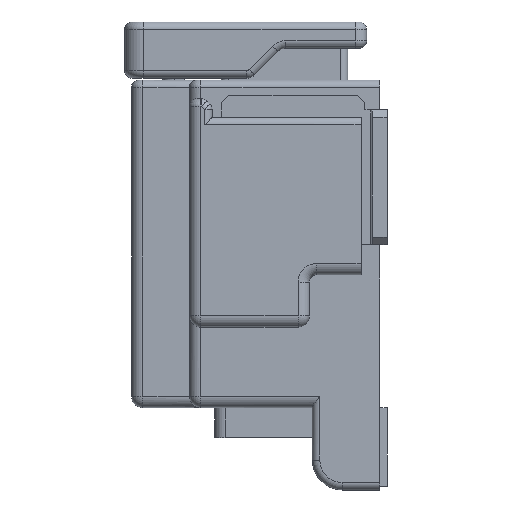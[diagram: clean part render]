
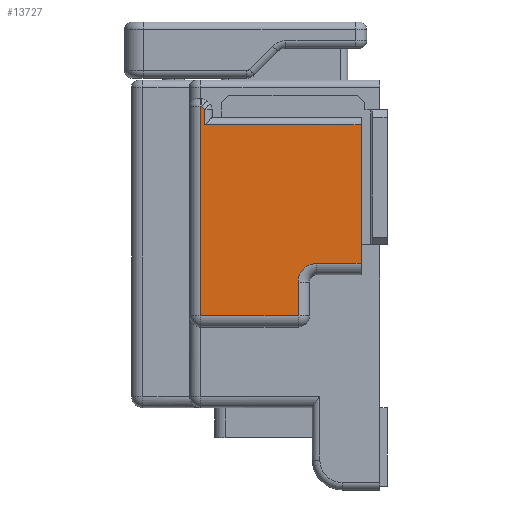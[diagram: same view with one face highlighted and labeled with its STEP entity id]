
A CAD part, left-side view. The second image highlights one B-rep face of the part: STEP entity #13727.
In plain terms, the highlighted planar face has unit normal (-1, 0, 0).
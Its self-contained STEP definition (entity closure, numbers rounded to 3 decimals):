
#2 = CARTESIAN_POINT ( 'NONE',  ( -4.1, 2.731, -2.731 ) ) ;
#158 = VECTOR ( 'NONE', #14420, 1000. ) ;
#402 = CARTESIAN_POINT ( 'NONE',  ( -4.1, 4.68, -1. ) ) ;
#428 = DIRECTION ( 'NONE',  ( 0., 0., -1. ) ) ;
#475 = CARTESIAN_POINT ( 'NONE',  ( -4.1, 4.68, -0.7 ) ) ;
#605 = LINE ( 'NONE', #475, #158 ) ;
#647 = ORIENTED_EDGE ( 'NONE', *, *, #2826, .F. ) ;
#667 = CARTESIAN_POINT ( 'NONE',  ( -4.1, 0.5, -1.2 ) ) ;
#776 = DIRECTION ( 'NONE',  ( 0., -1., 0. ) ) ;
#899 = DIRECTION ( 'NONE',  ( 0., 0., -1. ) ) ;
#928 = DIRECTION ( 'NONE',  ( -1., 0., 0. ) ) ;
#997 = ORIENTED_EDGE ( 'NONE', *, *, #2860, .F. ) ;
#1000 = CARTESIAN_POINT ( 'NONE',  ( -4.1, 1.68, -5.4 ) ) ;
#1017 = LINE ( 'NONE', #667, #10940 ) ;
#1158 = DIRECTION ( 'NONE',  ( 0., 1., 0. ) ) ;
#1270 = CARTESIAN_POINT ( 'NONE',  ( -4.1, 2.18, -6.6 ) ) ;
#1294 = DIRECTION ( 'NONE',  ( 0., 0., -1. ) ) ;
#1326 = CARTESIAN_POINT ( 'NONE',  ( -4.1, 1.68, -4.9 ) ) ;
#1447 = DIRECTION ( 'NONE',  ( 0., 1., 0. ) ) ;
#1706 = CARTESIAN_POINT ( 'NONE',  ( -4.1, 5.08, -6.3 ) ) ;
#1791 = DIRECTION ( 'NONE',  ( 0., 0., 1. ) ) ;
#1836 = LINE ( 'NONE', #1270, #15571 ) ;
#1864 = CARTESIAN_POINT ( 'NONE',  ( -4.1, 4.78, 0. ) ) ;
#2297 = ORIENTED_EDGE ( 'NONE', *, *, #2808, .F. ) ;
#2490 = EDGE_CURVE ( 'NONE', #5267, #7279, #8581, .T. ) ;
#2705 = ORIENTED_EDGE ( 'NONE', *, *, #2783, .F. ) ;
#2706 = EDGE_CURVE ( 'NONE', #7485, #8304, #5724, .T. ) ;
#2734 = EDGE_CURVE ( 'NONE', #9284, #7485, #5329, .T. ) ;
#2761 = EDGE_CURVE ( 'NONE', #9877, #9284, #1836, .T. ) ;
#2783 = EDGE_CURVE ( 'NONE', #9491, #9877, #11745, .T. ) ;
#2808 = EDGE_CURVE ( 'NONE', #7279, #9491, #11331, .T. ) ;
#2826 = EDGE_CURVE ( 'NONE', #9507, #5267, #1017, .T. ) ;
#2860 = EDGE_CURVE ( 'NONE', #11457, #9507, #4087, .T. ) ;
#2885 = EDGE_CURVE ( 'NONE', #11064, #11457, #7128, .T. ) ;
#2888 = EDGE_CURVE ( 'NONE', #8304, #11064, #605, .T. ) ;
#3052 = AXIS2_PLACEMENT_3D ( 'NONE', #6052, #7354, #16309 ) ;
#3373 = ORIENTED_EDGE ( 'NONE', *, *, #2706, .F. ) ;
#4087 = LINE ( 'NONE', #402, #13941 ) ;
#4446 = CARTESIAN_POINT ( 'NONE',  ( -4.1, 4.763, -0.7 ) ) ;
#5267 = VERTEX_POINT ( 'NONE', #13631 ) ;
#5329 = LINE ( 'NONE', #1706, #8381 ) ;
#5544 = DIRECTION ( 'NONE',  ( 0., 0., -1. ) ) ;
#5724 = LINE ( 'NONE', #1864, #12524 ) ;
#5733 = CARTESIAN_POINT ( 'NONE',  ( -4.1, 0.5, -1. ) ) ;
#6052 = CARTESIAN_POINT ( 'NONE',  ( -4.1, 0., 0. ) ) ;
#6811 = CARTESIAN_POINT ( 'NONE',  ( -4.1, 2.18, -6.3 ) ) ;
#7128 = LINE ( 'NONE', #2, #13550 ) ;
#7138 = CARTESIAN_POINT ( 'NONE',  ( -4.1, 4.68, -1.2 ) ) ;
#7232 = ORIENTED_EDGE ( 'NONE', *, *, #2888, .F. ) ;
#7279 = VERTEX_POINT ( 'NONE', #13216 ) ;
#7354 = DIRECTION ( 'NONE',  ( -1., 0., 0. ) ) ;
#7364 = ORIENTED_EDGE ( 'NONE', *, *, #2734, .F. ) ;
#7443 = CARTESIAN_POINT ( 'NONE',  ( -4.1, 4.68, -0.783 ) ) ;
#7485 = VERTEX_POINT ( 'NONE', #12347 ) ;
#8304 = VERTEX_POINT ( 'NONE', #9008 ) ;
#8381 = VECTOR ( 'NONE', #1447, 1000. ) ;
#8581 = LINE ( 'NONE', #5733, #14988 ) ;
#9008 = CARTESIAN_POINT ( 'NONE',  ( -4.1, 4.78, -0.7 ) ) ;
#9097 = ORIENTED_EDGE ( 'NONE', *, *, #2761, .F. ) ;
#9284 = VERTEX_POINT ( 'NONE', #6811 ) ;
#9491 = VERTEX_POINT ( 'NONE', #12238 ) ;
#9507 = VERTEX_POINT ( 'NONE', #7138 ) ;
#9818 = EDGE_LOOP ( 'NONE', ( #3373, #7364, #9097, #2705, #2297, #12109, #647, #997, #11960, #7232 ) ) ;
#9877 = VERTEX_POINT ( 'NONE', #10909 ) ;
#10909 = CARTESIAN_POINT ( 'NONE',  ( -4.1, 2.18, -5.4 ) ) ;
#10940 = VECTOR ( 'NONE', #776, 1000. ) ;
#11064 = VERTEX_POINT ( 'NONE', #4446 ) ;
#11331 = LINE ( 'NONE', #1326, #14358 ) ;
#11457 = VERTEX_POINT ( 'NONE', #7443 ) ;
#11519 = FACE_OUTER_BOUND ( 'NONE', #9818, .T. ) ;
#11745 = CIRCLE ( 'NONE', #16363, 0.5 ) ;
#11960 = ORIENTED_EDGE ( 'NONE', *, *, #2885, .F. ) ;
#12109 = ORIENTED_EDGE ( 'NONE', *, *, #2490, .F. ) ;
#12238 = CARTESIAN_POINT ( 'NONE',  ( -4.1, 1.68, -4.9 ) ) ;
#12347 = CARTESIAN_POINT ( 'NONE',  ( -4.1, 4.78, -6.3 ) ) ;
#12524 = VECTOR ( 'NONE', #1791, 1000. ) ;
#13216 = CARTESIAN_POINT ( 'NONE',  ( -4.1, 0.5, -4.9 ) ) ;
#13550 = VECTOR ( 'NONE', #15195, 1000. ) ;
#13631 = CARTESIAN_POINT ( 'NONE',  ( -4.1, 0.5, -1.2 ) ) ;
#13727 = ADVANCED_FACE ( 'NONE', ( #11519 ), #13734, .T. ) ;
#13734 = PLANE ( 'NONE',  #3052 ) ;
#13941 = VECTOR ( 'NONE', #428, 1000. ) ;
#14358 = VECTOR ( 'NONE', #1158, 1000. ) ;
#14420 = DIRECTION ( 'NONE',  ( 0., -1., 0. ) ) ;
#14988 = VECTOR ( 'NONE', #5544, 1000. ) ;
#15195 = DIRECTION ( 'NONE',  ( 0., -0.707, -0.707 ) ) ;
#15571 = VECTOR ( 'NONE', #1294, 1000. ) ;
#16309 = DIRECTION ( 'NONE',  ( 0., 0., -1. ) ) ;
#16363 = AXIS2_PLACEMENT_3D ( 'NONE', #1000, #928, #899 ) ;
